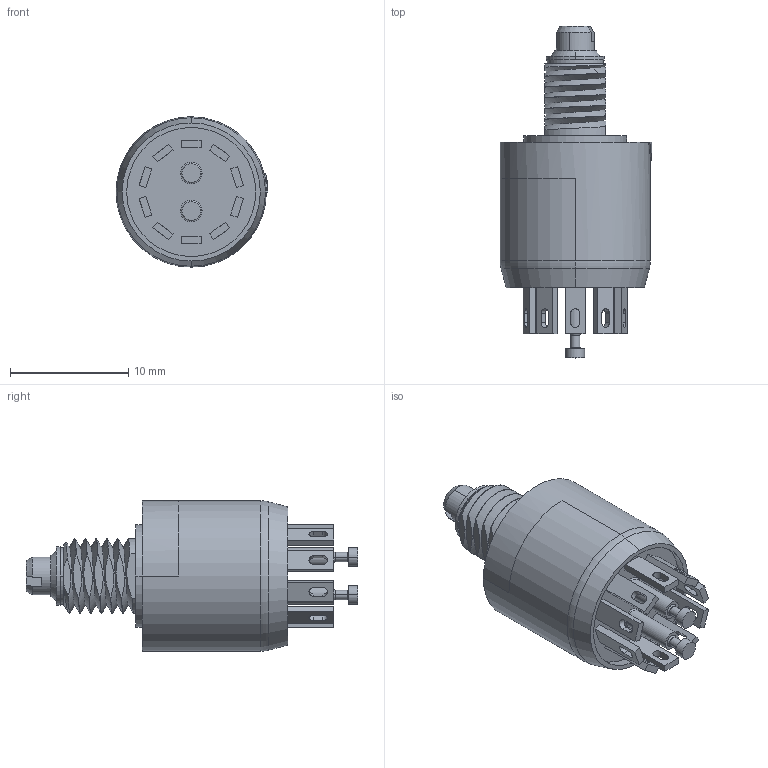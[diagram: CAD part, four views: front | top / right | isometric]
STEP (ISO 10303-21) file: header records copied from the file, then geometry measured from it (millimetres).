
FILE_DESCRIPTION((''),'2;1');
FILE_NAME('50B36-01-2-XXX_SW0001','2016-05-10T',('jjanota'),(''),'PRO/ENGINEER BY PARAMETRIC TECHNOLOGY CORPORATION, 2011490','PRO/ENGINEER BY PARAMETRIC TECHNOLOGY CORPORATION, 2011490','');
FILE_SCHEMA(('CONFIG_CONTROL_DESIGN'));
Length unit declared in the file: inch
Products named in the file (1): 50B36-01-2-XXX_SW0001
Bounding box: 12.83 x 28.04 x 12.7 mm (x, y, z)
Surface area: 1462.3 mm2 (no closed solid volume)
Topology: 0 solids, 17 shells, 195 faces, 545 edges, 373 vertices
Faces by surface type: plane 104, cylinder 56, cone 15, torus 14, bspline 6
Entity records: 9782 total; most frequent: CARTESIAN_POINT 3239, DIRECTION 999, ORIENTED_EDGE 984, EDGE_CURVE 545, VERTEX_POINT 373, AXIS2_PLACEMENT_3D 338, VECTOR 323, LINE 323
